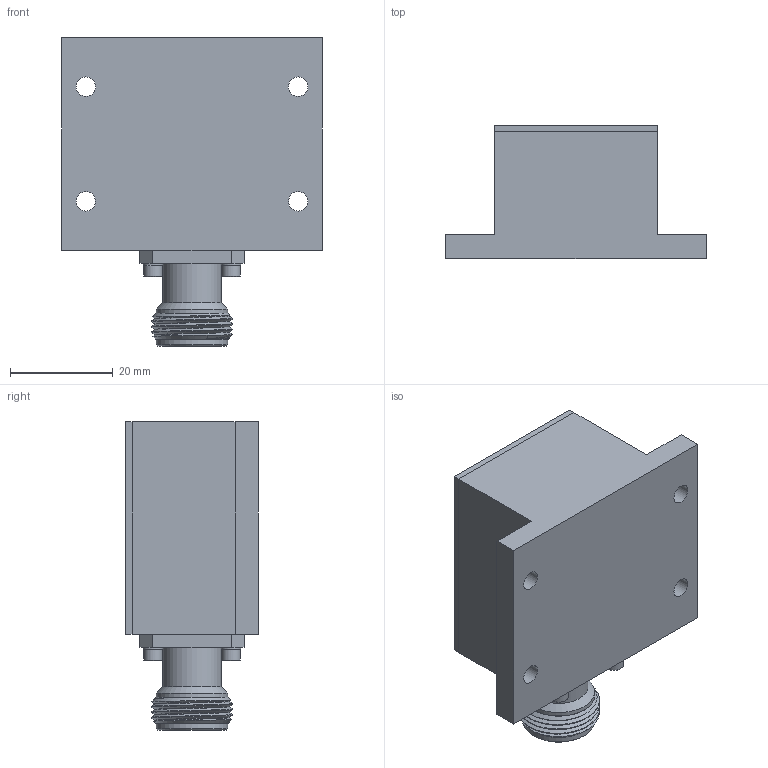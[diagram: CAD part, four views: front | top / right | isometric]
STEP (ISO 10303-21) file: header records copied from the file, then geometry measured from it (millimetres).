
FILE_DESCRIPTION (( 'STEP AP203' ), '1' );
FILE_NAME ('FMTR1010_3D.step', '2021-02-24T23:57:48', ( '' ), ( '' ), 'SwSTEP 2.0', 'SolidWorks 2018', '' );
FILE_SCHEMA (( 'CONFIG_CONTROL_DESIGN' ));
Length unit declared in the file: inch
Products named in the file (1): FMTR1010_3D
Bounding box: 50.8 x 25.91 x 60.1 mm (x, y, z)
Volume: 40207.7 mm3; surface area: 9913.5 mm2
Topology: 1 solids, 1 shells, 469 faces, 1188 edges, 769 vertices
Faces by surface type: plane 315, bspline 91, cone 43, cylinder 20
Full cylindrical faces by diameter (mm): 1.524 x1, 2.54 x1, 3.658 x4, 3.81 x4, 3.856 x4, 7.112 x1, 8.382 x1, 11.431 x1, 13.971 x2
Entity records: 19055 total; most frequent: CARTESIAN_POINT 8554, ORIENTED_EDGE 2278, DIRECTION 1773, EDGE_CURVE 1139, LINE 823, VECTOR 823, VERTEX_POINT 754, EDGE_LOOP 555
